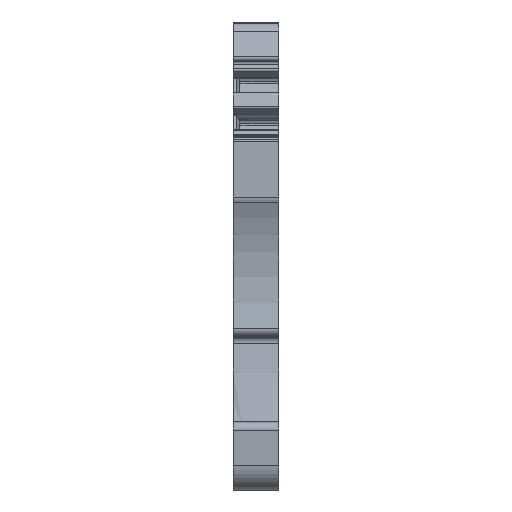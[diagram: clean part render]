
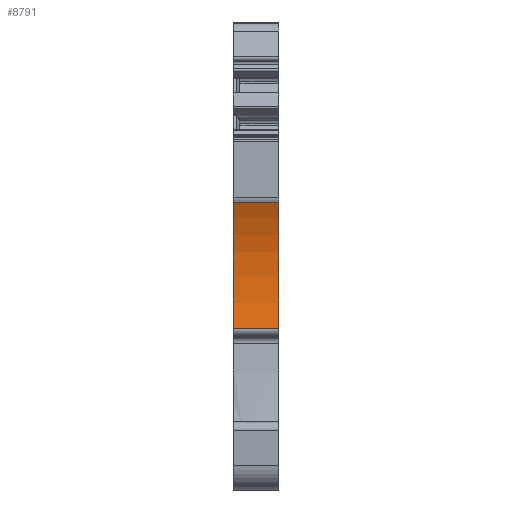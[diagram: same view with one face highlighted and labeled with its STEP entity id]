
A CAD part, front view. The second image highlights one B-rep face of the part: STEP entity #8791.
In plain terms, the highlighted cylindrical face has radius 15 mm (diameter 30 mm), a partial arc.
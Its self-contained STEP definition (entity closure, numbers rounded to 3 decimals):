
#1874=AXIS2_PLACEMENT_3D('Circle Axis2P3D',#1872,#1873,$) ;
#1881=AXIS2_PLACEMENT_3D('Circle Axis2P3D',#1879,#1880,$) ;
#8762=AXIS2_PLACEMENT_3D('Cylinder Axis2P3D',#8759,#8760,#8761) ;
#8766=AXIS2_PLACEMENT_3D('Circle Axis2P3D',#8764,#8765,$) ;
#8773=AXIS2_PLACEMENT_3D('Circle Axis2P3D',#8771,#8772,$) ;
#1869=CARTESIAN_POINT('Vertex',(3.5,0.083,22.297)) ;
#1872=CARTESIAN_POINT('Axis2P3D Location',(3.5,-13.679,16.328)) ;
#1876=CARTESIAN_POINT('Vertex',(3.5,1.171,18.445)) ;
#1879=CARTESIAN_POINT('Axis2P3D Location',(3.5,-13.679,16.328)) ;
#1883=CARTESIAN_POINT('Vertex',(3.5,0.831,12.527)) ;
#8740=CARTESIAN_POINT('Line Origine',(1.75,0.083,22.297)) ;
#8744=CARTESIAN_POINT('Vertex',(0.,0.083,22.297)) ;
#8759=CARTESIAN_POINT('Axis2P3D Location',(1.75,-13.679,16.328)) ;
#8764=CARTESIAN_POINT('Axis2P3D Location',(0.,-13.679,16.328)) ;
#8768=CARTESIAN_POINT('Vertex',(0.,1.171,18.445)) ;
#8771=CARTESIAN_POINT('Axis2P3D Location',(0.,-13.679,16.328)) ;
#8775=CARTESIAN_POINT('Vertex',(0.,0.831,12.527)) ;
#8778=CARTESIAN_POINT('Line Origine',(1.75,0.831,12.527)) ;
#1873=DIRECTION('Axis2P3D Direction',(-1.,0.,0.)) ;
#1880=DIRECTION('Axis2P3D Direction',(-1.,0.,0.)) ;
#8741=DIRECTION('Vector Direction',(-1.,0.,0.)) ;
#8760=DIRECTION('Axis2P3D Direction',(-1.,0.,0.)) ;
#8761=DIRECTION('Axis2P3D XDirection',(0.,0.917,0.398)) ;
#8765=DIRECTION('Axis2P3D Direction',(-1.,0.,0.)) ;
#8772=DIRECTION('Axis2P3D Direction',(-1.,0.,0.)) ;
#8779=DIRECTION('Vector Direction',(-1.,0.,0.)) ;
#8742=VECTOR('Line Direction',#8741,1.) ;
#8780=VECTOR('Line Direction',#8779,1.) ;
#8784=ORIENTED_EDGE('',*,*,#1878,.T.) ;
#8785=ORIENTED_EDGE('',*,*,#8746,.T.) ;
#8786=ORIENTED_EDGE('',*,*,#8770,.F.) ;
#8787=ORIENTED_EDGE('',*,*,#8777,.F.) ;
#8788=ORIENTED_EDGE('',*,*,#8782,.F.) ;
#8789=ORIENTED_EDGE('',*,*,#1885,.T.) ;
#8791=ADVANCED_FACE('KLTR ZDU1.5/4AN.1\\KLTR',(#8790),#8763,.F.) ;
#1875=CIRCLE('generated circle',#1874,15.) ;
#1882=CIRCLE('generated circle',#1881,15.) ;
#8767=CIRCLE('generated circle',#8766,15.) ;
#8774=CIRCLE('generated circle',#8773,15.) ;
#8763=CYLINDRICAL_SURFACE('generated cylinder',#8762,15.) ;
#1878=EDGE_CURVE('',#1877,#1870,#1875,.F.) ;
#1885=EDGE_CURVE('',#1884,#1877,#1882,.F.) ;
#8746=EDGE_CURVE('',#1870,#8745,#8743,.T.) ;
#8770=EDGE_CURVE('',#8769,#8745,#8767,.F.) ;
#8777=EDGE_CURVE('',#8776,#8769,#8774,.F.) ;
#8782=EDGE_CURVE('',#1884,#8776,#8781,.T.) ;
#8783=EDGE_LOOP('',(#8784,#8785,#8786,#8787,#8788,#8789)) ;
#8790=FACE_OUTER_BOUND('',#8783,.T.) ;
#8743=LINE('Line',#8740,#8742) ;
#8781=LINE('Line',#8778,#8780) ;
#1870=VERTEX_POINT('',#1869) ;
#1877=VERTEX_POINT('',#1876) ;
#1884=VERTEX_POINT('',#1883) ;
#8745=VERTEX_POINT('',#8744) ;
#8769=VERTEX_POINT('',#8768) ;
#8776=VERTEX_POINT('',#8775) ;
